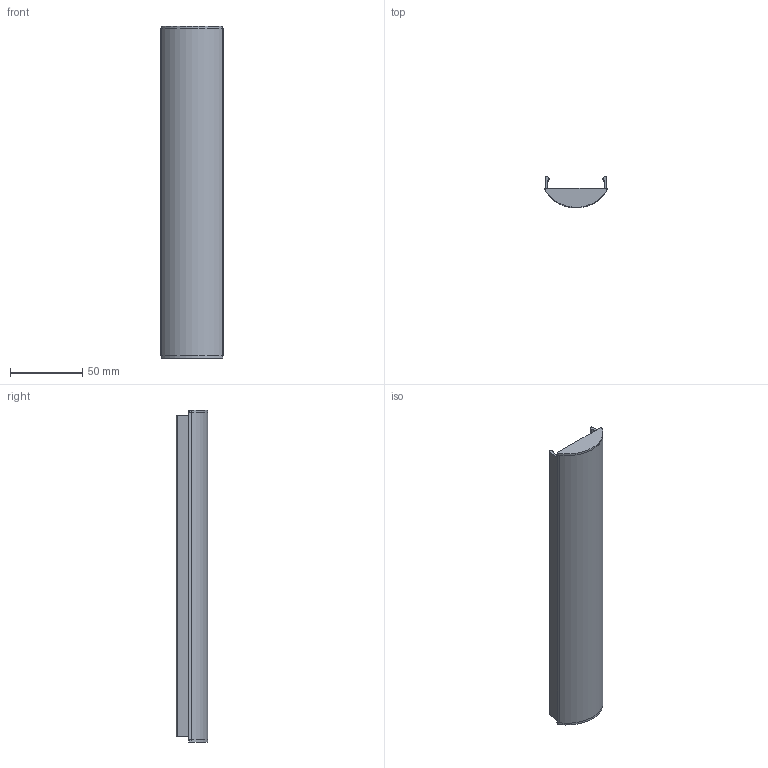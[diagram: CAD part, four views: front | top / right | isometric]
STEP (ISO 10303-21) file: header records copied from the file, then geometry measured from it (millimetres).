
FILE_DESCRIPTION(/* description */ (''),/* implementation_level */ '2;1');
FILE_NAME(/* name */ 'MB-DIF-R-250.stp',/* time_stamp */ '2019-02-26T13:42:23+01:00',/* author */ ('S. Sandt'),/* organization */ ('di-soric GmbH & Co. KG'),/* preprocessor_version */ 'ST-DEVELOPER v17.2',/* originating_system */ 'Autodesk Inventor 2019',/* authorisation */ '');
FILE_SCHEMA (('AUTOMOTIVE_DESIGN { 1 0 10303 214 3 1 1 }'));
Length unit declared in the file: millimetre
Products named in the file (3): MB-DIF-R; Profil roh; 02_A_20597_01_00_Endkappe
Assembly tree (3 placements, depth 2):
  MB-DIF-R
    Profil roh
    02_A_20597_01_00_Endkappe  x2
Bounding box: 42.96 x 21.73 x 230 mm (x, y, z)
Volume: 24810.7 mm3; surface area: 36146.1 mm2
Topology: 3 solids, 3 shells, 176 faces, 510 edges, 340 vertices
Faces by surface type: cylinder 90, plane 86
Entity records: 5739 total; most frequent: DIRECTION 1010, CARTESIAN_POINT 994, ORIENTED_EDGE 984, EDGE_CURVE 492, AXIS2_PLACEMENT_3D 344, VERTEX_POINT 328, LINE 322, VECTOR 322
